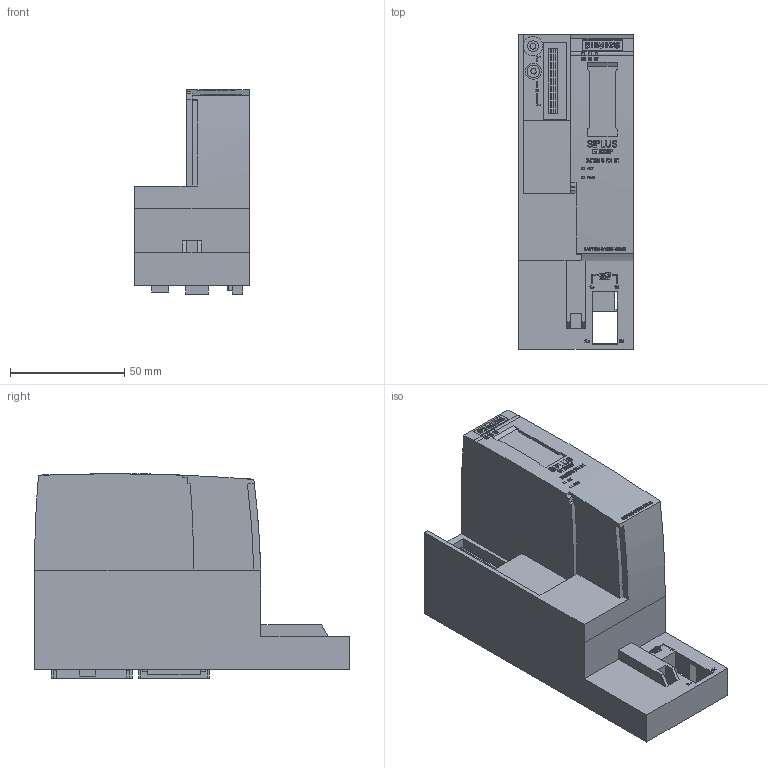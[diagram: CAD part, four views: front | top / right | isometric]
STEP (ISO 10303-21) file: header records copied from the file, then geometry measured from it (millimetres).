
FILE_DESCRIPTION(/* description */ (''),/* implementation_level */ '2;1');
FILE_NAME(/* name */ '6AG1155-6AU00-7HM0_3d.stp',/* time_stamp */ '2024-12-30T14:42:49+08:00',/* author */ (''),/* organization */ (''),/* preprocessor_version */ 'ST-DEVELOPER v18.101',/* originating_system */ 'SIEMENS PLM Software NX 2008',/* authorisation */ '');
FILE_SCHEMA (('AUTOMOTIVE_DESIGN { 1 0 10303 214 3 1 1 1 }'));
Products named in the file (3): A5E54281185A_RS-AA_001_1-Labeling; A5E52547347A_RS-AA_001_2-Box; A5E54281181A_RS-AA_001_1-CAx_6AG11556AU007HM0
Assembly tree (2 placements, depth 2):
  A5E54281181A_RS-AA_001_1-CAx_6AG11556AU007HM0
    A5E52547347A_RS-AA_001_2-Box
    A5E54281185A_RS-AA_001_1-Labeling
Bounding box: 50 x 137.4 x 89.26 mm (x, y, z)
Volume: 327739.4 mm3; surface area: 48226.1 mm2
Topology: 101 solids, 101 shells, 2302 faces, 5715 edges, 3811 vertices
Faces by surface type: plane 1781, extrusion 385, cylinder 136
Full cylindrical faces by diameter (mm): 2.599 x1, 4.76 x1, 5.5 x1, 7 x1, 8.489 x1
Entity records: 87748 total; most frequent: CARTESIAN_POINT 25612, ORIENTED_EDGE 11416, DIRECTION 9227, EDGE_CURVE 5708, VECTOR 4509, LINE 4124, VERTEX_POINT 3809, EDGE_LOOP 2555
